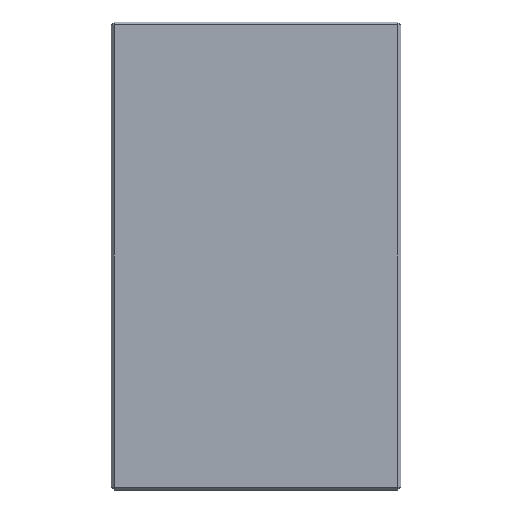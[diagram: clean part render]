
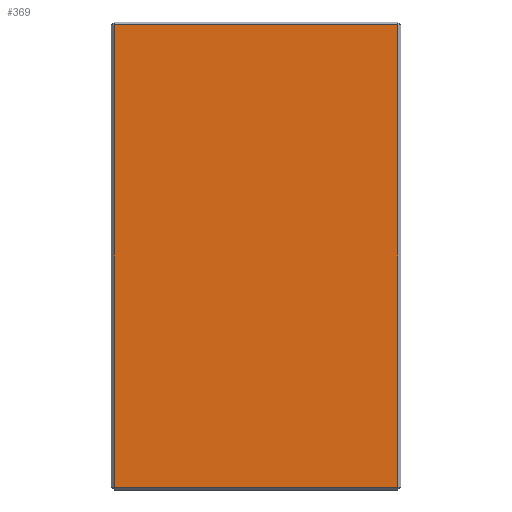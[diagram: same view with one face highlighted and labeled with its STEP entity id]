
A CAD part, front view. The second image highlights one B-rep face of the part: STEP entity #369.
In plain terms, the highlighted planar face has unit normal (0, -1, 0).
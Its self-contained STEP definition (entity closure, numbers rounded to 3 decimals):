
#31=FACE_OUTER_BOUND('',#55,.T.);
#55=EDGE_LOOP('',(#299,#300,#301,#302));
#70=LINE('',#536,#118);
#75=LINE('',#546,#123);
#83=LINE('',#562,#131);
#85=LINE('',#565,#133);
#118=VECTOR('',#438,10.);
#123=VECTOR('',#447,10.);
#131=VECTOR('',#461,10.);
#133=VECTOR('',#465,10.);
#161=VERTEX_POINT('',#524);
#164=VERTEX_POINT('',#531);
#165=VERTEX_POINT('',#538);
#172=VERTEX_POINT('',#557);
#194=EDGE_CURVE('',#161,#164,#70,.T.);
#199=EDGE_CURVE('',#165,#161,#75,.T.);
#207=EDGE_CURVE('',#164,#172,#83,.T.);
#209=EDGE_CURVE('',#172,#165,#85,.T.);
#299=ORIENTED_EDGE('',*,*,#194,.F.);
#300=ORIENTED_EDGE('',*,*,#199,.F.);
#301=ORIENTED_EDGE('',*,*,#209,.F.);
#302=ORIENTED_EDGE('',*,*,#207,.F.);
#346=PLANE('',#415);
#369=ADVANCED_FACE('',(#31),#346,.F.);
#415=AXIS2_PLACEMENT_3D('',#599,#495,#496);
#438=DIRECTION('',(-1.,0.,0.));
#447=DIRECTION('',(0.,0.,-1.));
#461=DIRECTION('',(0.,0.,1.));
#465=DIRECTION('',(1.,0.,0.));
#495=DIRECTION('center_axis',(0.,1.,0.));
#496=DIRECTION('ref_axis',(0.,0.,1.));
#524=CARTESIAN_POINT('',(193.,0.,-313.));
#531=CARTESIAN_POINT('',(2.,0.,-313.));
#536=CARTESIAN_POINT('',(146.25,0.,-313.));
#538=CARTESIAN_POINT('',(193.,0.,-2.));
#546=CARTESIAN_POINT('',(193.,0.,-78.75));
#557=CARTESIAN_POINT('',(2.,0.,-2.));
#562=CARTESIAN_POINT('',(2.,0.,-236.25));
#565=CARTESIAN_POINT('',(48.75,0.,-2.));
#599=CARTESIAN_POINT('Origin',(97.5,0.,-157.5));
